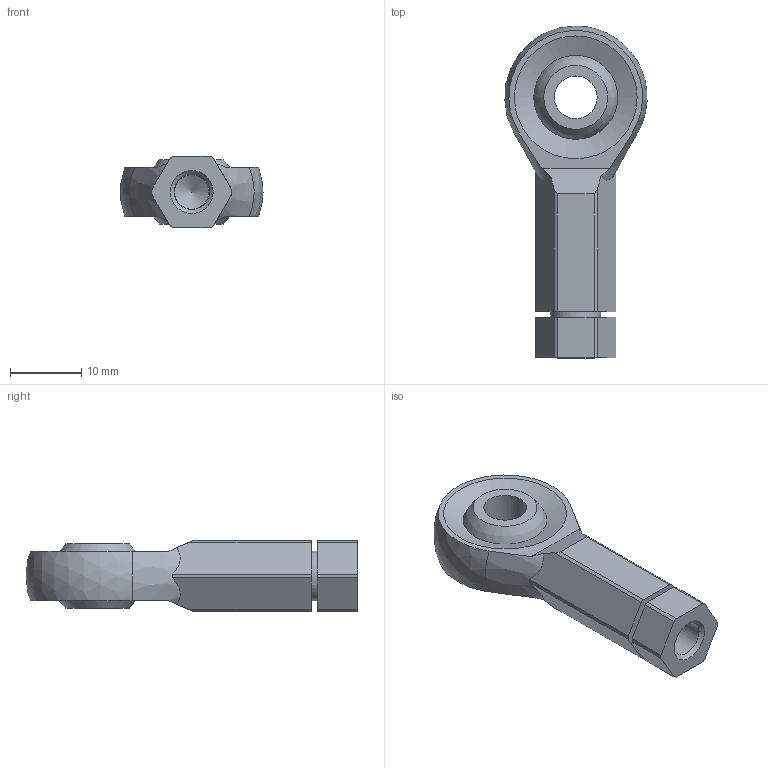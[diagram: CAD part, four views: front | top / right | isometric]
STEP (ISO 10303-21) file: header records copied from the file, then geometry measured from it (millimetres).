
FILE_DESCRIPTION( ( 'STEP AP214' ), '1' );
FILE_NAME( 'KBRM-06 CL (0).stp', '2018-09-18T16:33:50', ( '' ), ( '' ), ' ', 'PARTsolutions', ' ' );
FILE_SCHEMA( ( 'AUTOMOTIVE_DESIGN { 1 0 10303 214 1 1 1 1 }' ) );
Length unit declared in the file: millimetre
Products named in the file (3): KBRM-06 CL (0); _KBRM-06 CL-1; _KBRM-06 CL -02
Assembly tree (2 placements, depth 2):
  KBRM-06 CL (0)
    _KBRM-06 CL-1
    _KBRM-06 CL -02
Bounding box: 19.9 x 46.5 x 10 mm (x, y, z)
Volume: 3726.8 mm3; surface area: 2985.3 mm2
Topology: 2 solids, 2 shells, 47 faces, 119 edges, 78 vertices
Faces by surface type: plane 22, cylinder 16, cone 6, sphere 3
Full cylindrical faces by diameter (mm): 4.8 x1, 4.917 x1, 6 x1, 7 x1
Entity records: 1856 total; most frequent: CARTESIAN_POINT 324, DIRECTION 236, ORIENTED_EDGE 210, EDGE_CURVE 105, AXIS2_PLACEMENT_3D 93, VERTEX_POINT 77, EDGE_LOOP 64, FACE_OUTER_BOUND 53
